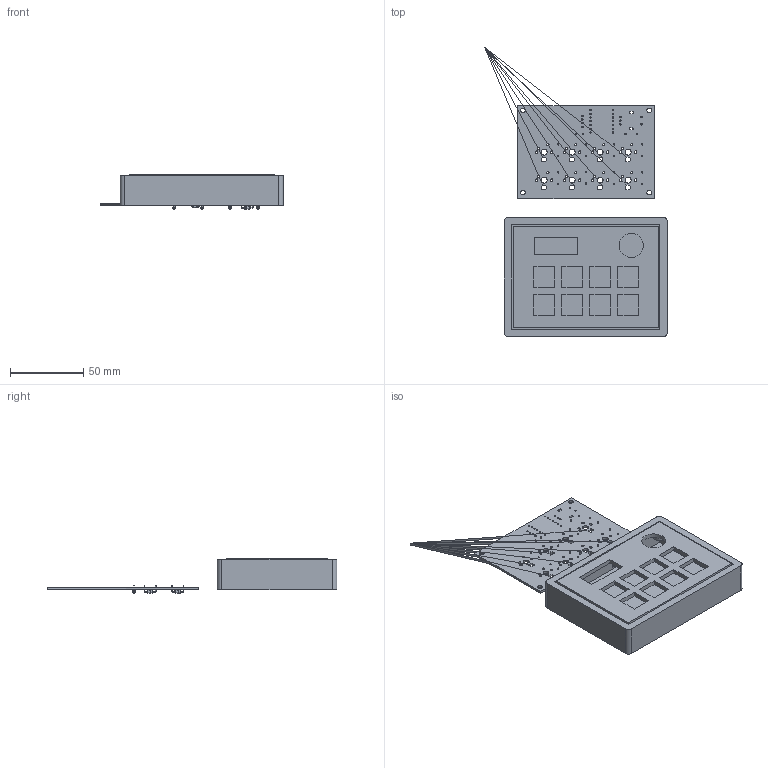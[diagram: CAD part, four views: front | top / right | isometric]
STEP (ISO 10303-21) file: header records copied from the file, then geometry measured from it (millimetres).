
FILE_DESCRIPTION(/* description */ (''),/* implementation_level */ '2;1');
FILE_NAME(/* name */ 'assembly.step',/* time_stamp */ '2026-01-08T17:14:45+02:00',/* author */ (''),/* organization */ (''),/* preprocessor_version */ 'ST-DEVELOPER v20.1',/* originating_system */ 'Autodesk Translation Framework v14.21.0.0',/* authorisation */ '');
FILE_SCHEMA (('AUTOMOTIVE_DESIGN { 1 0 10303 214 3 1 1 }'));
Length unit declared in the file: millimetre
Products named in the file (7): 2026-01-07-23-28-27-348; 2026-01-08-14-45-49-817; 2026-01-08-12-29-49-177; 2026-01-08-14-45-16-978; 2026-01-08-14-45-16-980; 2026-01-08-14-45-16-981; 2026-01-08-14-45-16-979
Assembly tree (14 placements, depth 3):
  2026-01-07-23-28-27-348
    2026-01-08-14-45-49-817
    2026-01-08-12-29-49-177
    2026-01-08-14-45-16-978
      2026-01-08-14-45-16-979  x9
      2026-01-08-14-45-16-980
      2026-01-08-14-45-16-981
Bounding box: 124.29 x 197.15 x 23.59 mm (x, y, z)
Volume: 73038.4 mm3; surface area: 58956.5 mm2
Topology: 21 solids, 23 shells, 573 faces, 1494 edges, 954 vertices
Faces by surface type: plane 362, cylinder 171, torus 38, bspline 2
Full cylindrical faces by diameter (mm): 0.5 x29, 0.7 x2, 0.8 x17, 0.889 x13, 1 x8, 1.44 x1, 1.5 x12, 1.6 x2, 1.7 x12, 2 x18, 2.02 x9, 3.2 x11, 4 x4, 7.2 x7, 16.5 x1
Entity records: 15234 total; most frequent: CARTESIAN_POINT 2664, DIRECTION 2492, ORIENTED_EDGE 2460, EDGE_CURVE 1270, LINE 972, VECTOR 972, VERTEX_POINT 810, AXIS2_PLACEMENT_3D 760
